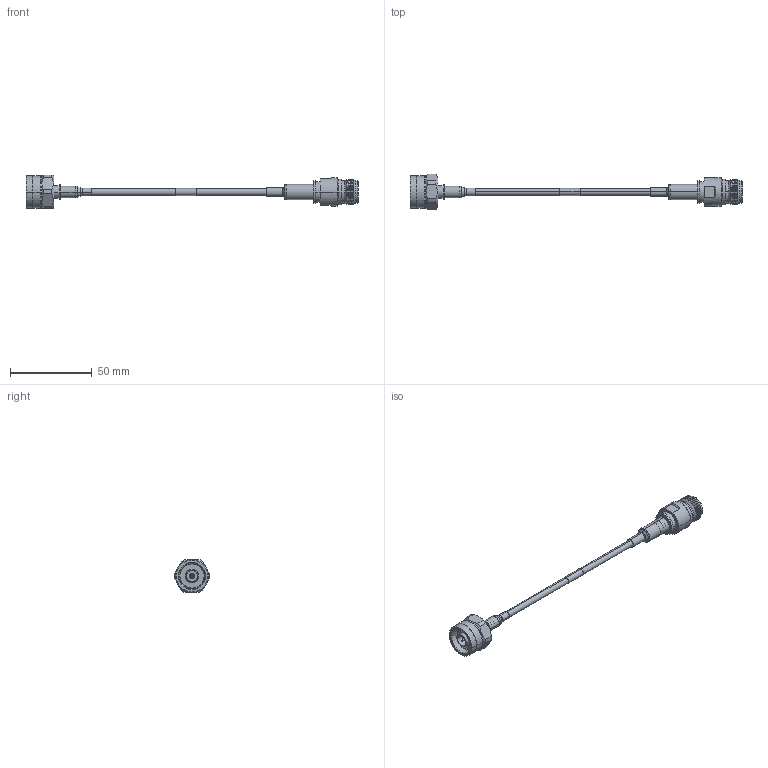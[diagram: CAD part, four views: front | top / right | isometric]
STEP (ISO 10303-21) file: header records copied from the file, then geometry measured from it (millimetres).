
FILE_DESCRIPTION (( 'STEP AP214' ), '1' );
FILE_NAME ('PE3C7969_3D.STEP', '2021-04-13T16:39:24', ( '' ), ( '' ), 'SwSTEP 2.0', 'SolidWorks 2020', '' );
FILE_SCHEMA (( 'AUTOMOTIVE_DESIGN' ));
Length unit declared in the file: inch
Products named in the file (6): PE3C7969_3D; TC-402-NM-LP-PE; TFT-402_WITH LABEL; CA-195R-MA1_.345" OD AT FERRULE; TC-402-NF-LP-PE; TFT-402-MA1
Assembly tree (5 placements, depth 2):
  PE3C7969_3D
    TFT-402_WITH LABEL
    TC-402-NM-LP-PE
    TC-402-NF-LP-PE
    TFT-402-MA1
    CA-195R-MA1_.345" OD AT FERRULE
Bounding box: 202.91 x 21.9 x 20.28 mm (x, y, z)
Volume: 11119.1 mm3; surface area: 10527.9 mm2
Topology: 5 solids, 5 shells, 270 faces, 582 edges, 353 vertices
Faces by surface type: cylinder 118, cone 66, plane 60, torus 24, bspline 2
Entity records: 8850 total; most frequent: CARTESIAN_POINT 2505, DIRECTION 1395, ORIENTED_EDGE 1164, AXIS2_PLACEMENT_3D 585, EDGE_CURVE 582, VERTEX_POINT 353, CIRCLE 309, EDGE_LOOP 309
